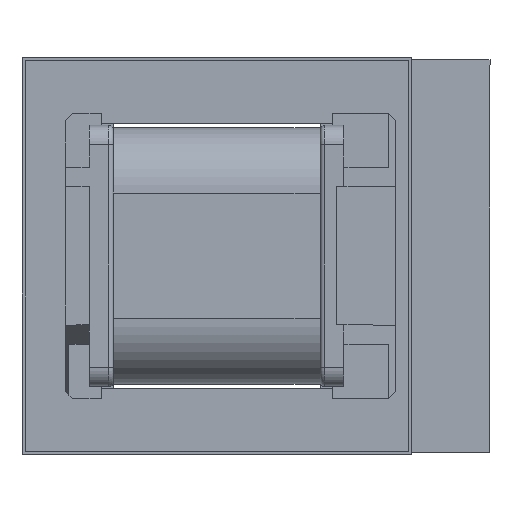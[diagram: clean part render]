
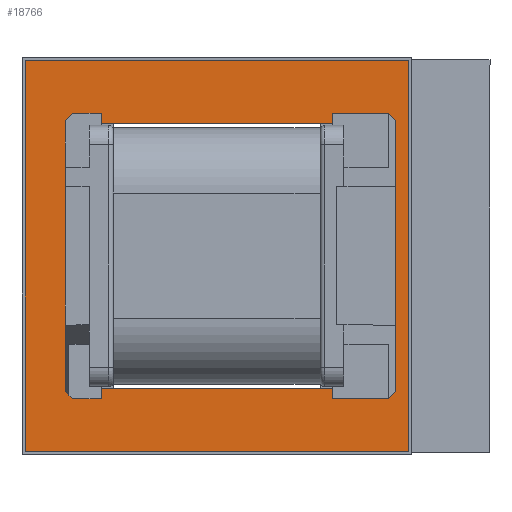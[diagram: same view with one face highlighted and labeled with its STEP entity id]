
A CAD part, top view. The second image highlights one B-rep face of the part: STEP entity #18766.
In plain terms, the highlighted face is planar.
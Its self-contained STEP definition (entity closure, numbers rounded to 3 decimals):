
#4875=ORIENTED_EDGE('',*,*,#6835,.F.);
#4876=ORIENTED_EDGE('',*,*,#6836,.T.);
#4877=ORIENTED_EDGE('',*,*,#6828,.F.);
#4878=ORIENTED_EDGE('',*,*,#6832,.F.);
#4879=ORIENTED_EDGE('',*,*,#6837,.F.);
#4880=ORIENTED_EDGE('',*,*,#6838,.T.);
#4881=ORIENTED_EDGE('',*,*,#6839,.F.);
#4882=ORIENTED_EDGE('',*,*,#6840,.F.);
#4883=ORIENTED_EDGE('',*,*,#6841,.T.);
#4884=ORIENTED_EDGE('',*,*,#6842,.F.);
#4885=ORIENTED_EDGE('',*,*,#6843,.F.);
#4886=ORIENTED_EDGE('',*,*,#6844,.F.);
#6828=EDGE_CURVE('',#7967,#7968,#9140,.T.);
#6832=EDGE_CURVE('',#7970,#7967,#9144,.T.);
#6835=EDGE_CURVE('',#7972,#7970,#9147,.T.);
#6836=EDGE_CURVE('',#7972,#7968,#9148,.T.);
#6837=EDGE_CURVE('',#7973,#7974,#9149,.T.);
#6838=EDGE_CURVE('',#7973,#7975,#9150,.T.);
#6839=EDGE_CURVE('',#7976,#7975,#9151,.T.);
#6840=EDGE_CURVE('',#7974,#7976,#9152,.T.);
#6841=EDGE_CURVE('',#7977,#7978,#9153,.T.);
#6842=EDGE_CURVE('',#7979,#7978,#9154,.T.);
#6843=EDGE_CURVE('',#7980,#7979,#9155,.T.);
#6844=EDGE_CURVE('',#7977,#7980,#9156,.T.);
#7967=VERTEX_POINT('',#28395);
#7968=VERTEX_POINT('',#28397);
#7970=VERTEX_POINT('',#28403);
#7972=VERTEX_POINT('',#28409);
#7973=VERTEX_POINT('',#28414);
#7974=VERTEX_POINT('',#28415);
#7975=VERTEX_POINT('',#28417);
#7976=VERTEX_POINT('',#28419);
#7977=VERTEX_POINT('',#28422);
#7978=VERTEX_POINT('',#28423);
#7979=VERTEX_POINT('',#28425);
#7980=VERTEX_POINT('',#28427);
#9140=LINE('',#28396,#10333);
#9144=LINE('',#28404,#10337);
#9147=LINE('',#28410,#10340);
#9148=LINE('',#28412,#10341);
#9149=LINE('',#28413,#10342);
#9150=LINE('',#28416,#10343);
#9151=LINE('',#28418,#10344);
#9152=LINE('',#28420,#10345);
#9153=LINE('',#28421,#10346);
#9154=LINE('',#28424,#10347);
#9155=LINE('',#28426,#10348);
#9156=LINE('',#28428,#10349);
#10333=VECTOR('',#24175,1000.);
#10337=VECTOR('',#24181,1000.);
#10340=VECTOR('',#24186,1000.);
#10341=VECTOR('',#24189,1000.);
#10342=VECTOR('',#24190,1000.);
#10343=VECTOR('',#24191,1000.);
#10344=VECTOR('',#24192,1000.);
#10345=VECTOR('',#24193,1000.);
#10346=VECTOR('',#24194,1000.);
#10347=VECTOR('',#24195,1000.);
#10348=VECTOR('',#24196,1000.);
#10349=VECTOR('',#24197,1000.);
#11182=EDGE_LOOP('',(#4875,#4876,#4877,#4878));
#11183=EDGE_LOOP('',(#4879,#4880,#4881,#4882));
#11184=EDGE_LOOP('',(#4883,#4884,#4885,#4886));
#12000=FACE_BOUND('',#11182,.T.);
#12001=FACE_BOUND('',#11183,.T.);
#12002=FACE_BOUND('',#11184,.T.);
#12363=PLANE('',#20204);
#18766=ADVANCED_FACE('',(#12000,#12001,#12002),#12363,.T.);
#20204=AXIS2_PLACEMENT_3D('',#28411,#24187,#24188);
#24175=DIRECTION('',(1.,0.,0.));
#24181=DIRECTION('',(0.,0.,-1.));
#24186=DIRECTION('',(-1.,0.,0.));
#24187=DIRECTION('',(0.,1.,0.));
#24188=DIRECTION('',(-1.,0.,0.));
#24189=DIRECTION('',(0.,0.,-1.));
#24190=DIRECTION('',(-1.,0.,0.));
#24191=DIRECTION('',(0.,0.,1.));
#24192=DIRECTION('',(1.,0.,0.));
#24193=DIRECTION('',(0.,0.,1.));
#24194=DIRECTION('',(0.,0.,1.));
#24195=DIRECTION('',(1.,0.,0.));
#24196=DIRECTION('',(0.,0.,1.));
#24197=DIRECTION('',(-1.,0.,0.));
#28395=CARTESIAN_POINT('',(-11.621,11.57,-10.399));
#28396=CARTESIAN_POINT('',(-11.621,11.57,-10.399));
#28397=CARTESIAN_POINT('',(8.779,11.57,-10.399));
#28403=CARTESIAN_POINT('',(-11.621,11.57,10.401));
#28404=CARTESIAN_POINT('',(-11.621,11.57,-10.399));
#28409=CARTESIAN_POINT('',(8.779,11.57,10.401));
#28410=CARTESIAN_POINT('',(-11.621,11.57,10.401));
#28411=CARTESIAN_POINT('',(-1.421,11.57,10.401));
#28412=CARTESIAN_POINT('',(8.779,11.57,-10.399));
#28413=CARTESIAN_POINT('',(-8.421,11.57,2.951));
#28414=CARTESIAN_POINT('',(5.579,11.57,2.951));
#28415=CARTESIAN_POINT('',(-8.421,11.57,2.951));
#28416=CARTESIAN_POINT('',(5.579,11.57,7.051));
#28417=CARTESIAN_POINT('',(5.579,11.57,7.051));
#28418=CARTESIAN_POINT('',(-1.421,11.57,7.051));
#28419=CARTESIAN_POINT('',(-8.421,11.57,7.051));
#28420=CARTESIAN_POINT('',(-8.421,11.57,7.051));
#28421=CARTESIAN_POINT('',(5.579,11.57,-7.049));
#28422=CARTESIAN_POINT('',(5.579,11.57,-7.049));
#28423=CARTESIAN_POINT('',(5.579,11.57,-2.949));
#28424=CARTESIAN_POINT('',(-8.421,11.57,-2.949));
#28425=CARTESIAN_POINT('',(-8.421,11.57,-2.949));
#28426=CARTESIAN_POINT('',(-8.421,11.57,-7.049));
#28427=CARTESIAN_POINT('',(-8.421,11.57,-7.049));
#28428=CARTESIAN_POINT('',(-1.421,11.57,-7.049));
